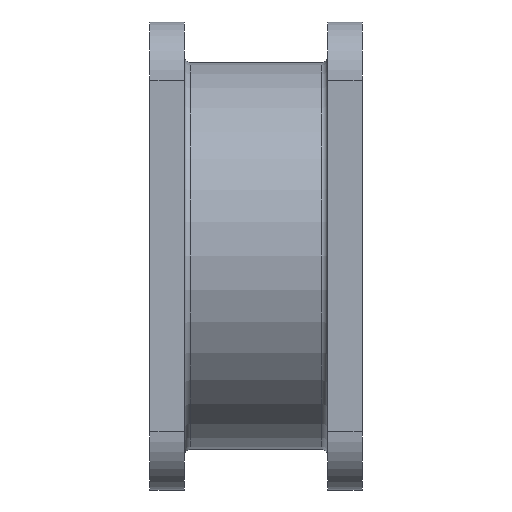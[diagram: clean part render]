
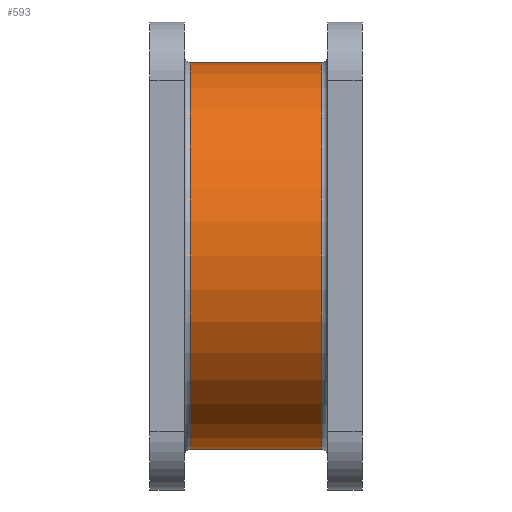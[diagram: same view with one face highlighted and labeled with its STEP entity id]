
A CAD part, front view. The second image highlights one B-rep face of the part: STEP entity #593.
In plain terms, the highlighted cylindrical face has radius 31 mm (diameter 62 mm), a partial arc.
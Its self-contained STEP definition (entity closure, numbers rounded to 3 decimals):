
#158 = VECTOR ( 'NONE', #627, 1000. ) ;
#165 = LINE ( 'NONE', #628, #158 ) ;
#205 = CIRCLE ( 'NONE', #1469, 31. ) ;
#255 = CIRCLE ( 'NONE', #1489, 31. ) ;
#333 = VECTOR ( 'NONE', #963, 1000. ) ;
#334 = LINE ( 'NONE', #964, #333 ) ;
#335 = CYLINDRICAL_SURFACE ( 'NONE', #1516, 31. ) ;
#346 = FACE_OUTER_BOUND ( 'NONE', #457, .T. ) ;
#457 = EDGE_LOOP ( 'NONE', ( #491, #489, #488, #487 ) ) ;
#487 = ORIENTED_EDGE ( 'NONE', *, *, #1562, .T. ) ;
#488 = ORIENTED_EDGE ( 'NONE', *, *, #595, .T. ) ;
#489 = ORIENTED_EDGE ( 'NONE', *, *, #1586, .T. ) ;
#491 = ORIENTED_EDGE ( 'NONE', *, *, #1613, .F. ) ;
#593 = ADVANCED_FACE ( 'NONE', ( #346 ), #335, .T. ) ;
#595 = EDGE_CURVE ( 'NONE', #1088, #1112, #334, .T. ) ;
#627 = DIRECTION ( 'NONE',  ( -1., 0., 0. ) ) ;
#628 = CARTESIAN_POINT ( 'NONE',  ( 0., 0., -31. ) ) ;
#697 = DIRECTION ( 'NONE',  ( 0., 0., -1. ) ) ;
#698 = DIRECTION ( 'NONE',  ( -1., 0., 0. ) ) ;
#699 = CARTESIAN_POINT ( 'NONE',  ( 27.5, 0., 0. ) ) ;
#761 = DIRECTION ( 'NONE',  ( 0., 0., 1. ) ) ;
#762 = DIRECTION ( 'NONE',  ( 1., 0., 0. ) ) ;
#765 = CARTESIAN_POINT ( 'NONE',  ( 6.5, 0., 0. ) ) ;
#814 = CARTESIAN_POINT ( 'NONE',  ( 6.5, 0., -31. ) ) ;
#864 = CARTESIAN_POINT ( 'NONE',  ( 27.5, 0., -31. ) ) ;
#865 = CARTESIAN_POINT ( 'NONE',  ( 6.5, 0., 31. ) ) ;
#891 = CARTESIAN_POINT ( 'NONE',  ( 27.5, 0., 31. ) ) ;
#963 = DIRECTION ( 'NONE',  ( -1., 0., 0. ) ) ;
#964 = CARTESIAN_POINT ( 'NONE',  ( 0., 0., 31. ) ) ;
#967 = DIRECTION ( 'NONE',  ( -1., 0., 0. ) ) ;
#968 = CARTESIAN_POINT ( 'NONE',  ( 0., 0., 0. ) ) ;
#972 = DIRECTION ( 'NONE',  ( 0., 0., 1. ) ) ;
#1088 = VERTEX_POINT ( 'NONE', #891 ) ;
#1112 = VERTEX_POINT ( 'NONE', #865 ) ;
#1113 = VERTEX_POINT ( 'NONE', #864 ) ;
#1157 = VERTEX_POINT ( 'NONE', #814 ) ;
#1469 = AXIS2_PLACEMENT_3D ( 'NONE', #699, #698, #697 ) ;
#1489 = AXIS2_PLACEMENT_3D ( 'NONE', #765, #762, #761 ) ;
#1516 = AXIS2_PLACEMENT_3D ( 'NONE', #968, #967, #972 ) ;
#1562 = EDGE_CURVE ( 'NONE', #1112, #1157, #255, .T. ) ;
#1586 = EDGE_CURVE ( 'NONE', #1113, #1088, #205, .T. ) ;
#1613 = EDGE_CURVE ( 'NONE', #1113, #1157, #165, .T. ) ;
